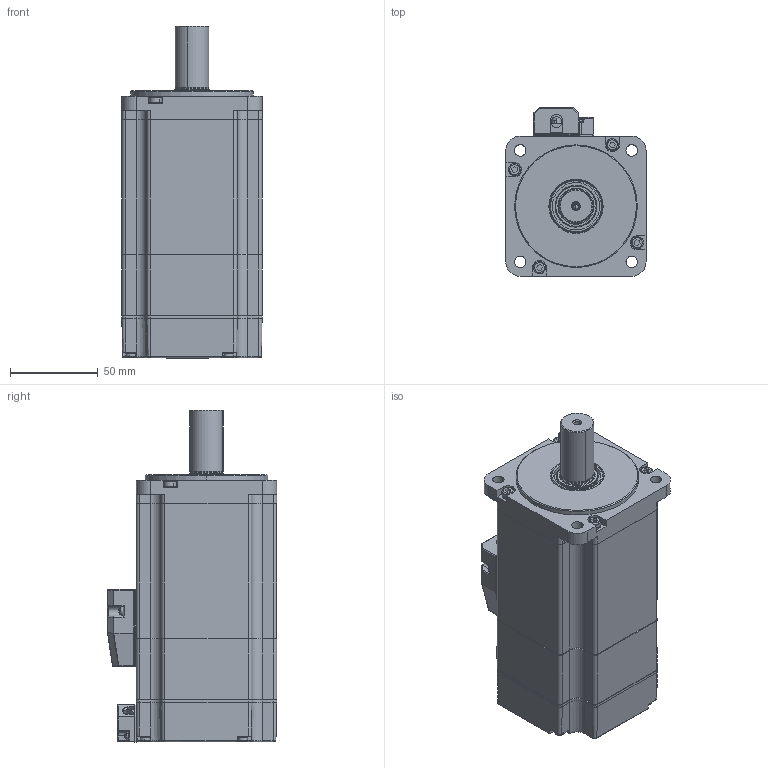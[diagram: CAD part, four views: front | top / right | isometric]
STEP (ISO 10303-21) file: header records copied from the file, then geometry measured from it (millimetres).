
FILE_DESCRIPTION (( 'STEP AP203' ), '1' );
FILE_NAME ('EM1-750W-B-O.STEP', '2019-12-06T01:39:29', ( '' ), ( '' ), 'SwSTEP 2.0', 'SolidWorks 2015', '' );
FILE_SCHEMA (( 'CONFIG_CONTROL_DESIGN' ));
Length unit declared in the file: millimetre
Products named in the file (1): EM1-750W-B-O
Bounding box: 80.04 x 96.54 x 189.4 mm (x, y, z)
Surface area: 77724.5 mm2 (no closed solid volume)
Topology: 0 solids, 26 shells, 652 faces, 2012 edges, 1333 vertices
Faces by surface type: plane 293, cylinder 196, cone 76, sphere 38, torus 36, bspline 13
Entity records: 23443 total; most frequent: CARTESIAN_POINT 5500, DIRECTION 3941, ORIENTED_EDGE 3395, EDGE_CURVE 1972, AXIS2_PLACEMENT_3D 1421, VERTEX_POINT 1321, LINE 1099, VECTOR 1099
